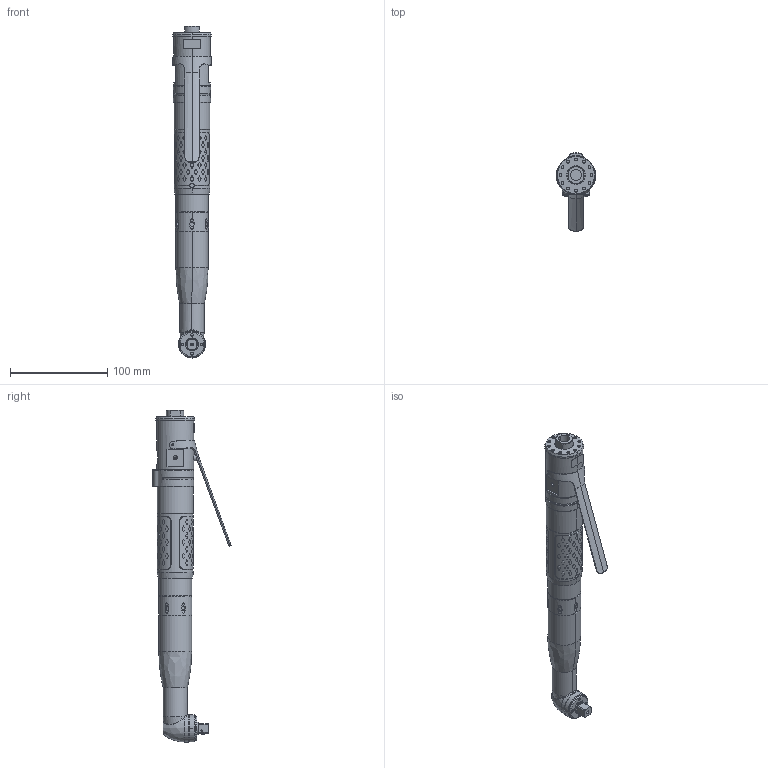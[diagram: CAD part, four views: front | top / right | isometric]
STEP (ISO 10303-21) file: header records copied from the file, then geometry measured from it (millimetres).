
FILE_DESCRIPTION((''),'2;1');
FILE_NAME('EXT_COMP_SW0006','2022-02-10T12:51:21',('INEdipo'),(''),'CREO PARAMETRIC BY PTC INC, 2020281','CREO PARAMETRIC BY PTC INC, 2020281','');
FILE_SCHEMA(('CONFIG_CONTROL_DESIGN'));
Length unit declared in the file: inch
Products named in the file (1): EXT_COMP_SW0006
Bounding box: 40 x 80.52 x 341.83 mm (x, y, z)
Volume: 314753 mm3; surface area: 51299.6 mm2
Topology: 2 solids, 2 shells, 1257 faces, 3297 edges, 2157 vertices
Faces by surface type: bspline 799, cylinder 254, plane 99, torus 57, cone 38, sphere 8, extrusion 2
Entity records: 77817 total; most frequent: CARTESIAN_POINT 52340, ORIENTED_EDGE 6570, EDGE_CURVE 3285, DIRECTION 2885, VERTEX_POINT 2157, B_SPLINE_CURVE_WITH_KNOTS 1765, EDGE_LOOP 1386, FACE_OUTER_BOUND 1257
